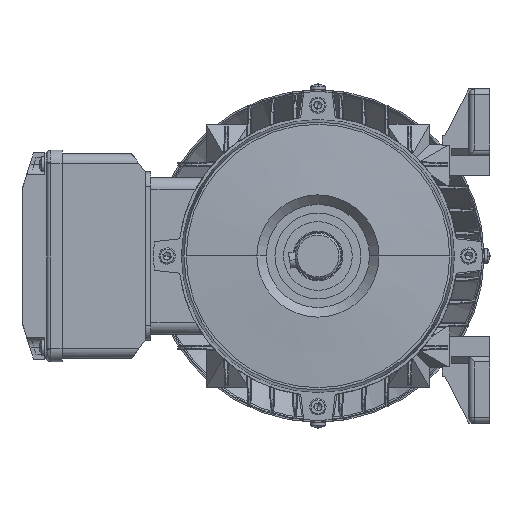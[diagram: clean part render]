
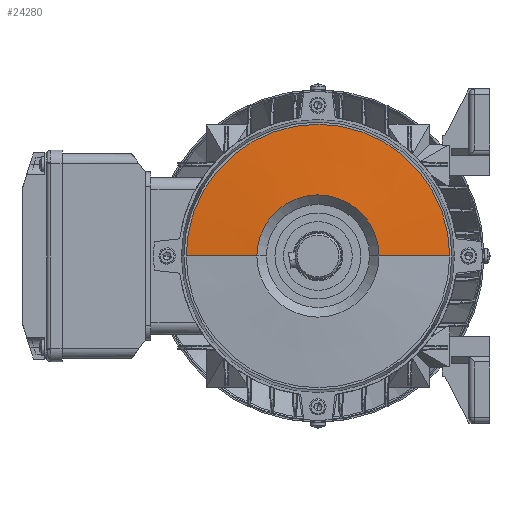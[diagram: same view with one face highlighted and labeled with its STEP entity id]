
A CAD part, left-side view. The second image highlights one B-rep face of the part: STEP entity #24280.
In plain terms, the highlighted conical face has half-angle 86 degrees and reference radius 32 mm.
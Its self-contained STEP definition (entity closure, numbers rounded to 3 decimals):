
#1669 = CARTESIAN_POINT ( 'NONE',  ( 0., 0., 0. ) ) ;
#1683 = DIRECTION ( 'NONE',  ( 0., 1., 0. ) ) ;
#1684 = DIRECTION ( 'NONE',  ( 1., 0., 0. ) ) ;
#1685 = AXIS2_PLACEMENT_3D ( 'NONE', #1669, #1684, #1683 ) ;
#1687 = CONICAL_SURFACE ( 'NONE', #1685, 32., 1.501 ) ;
#1688 = FACE_OUTER_BOUND ( 'NONE', #24561, .T. ) ;
#2078 = CARTESIAN_POINT ( 'NONE',  ( 0., -32., 0. ) ) ;
#21416 = ORIENTED_EDGE ( 'NONE', *, *, #21417, .T. ) ;
#21417 = EDGE_CURVE ( 'NONE', #24532, #21419, #107060, .T. ) ;
#21418 = ORIENTED_EDGE ( 'NONE', *, *, #21434, .T. ) ;
#21419 = VERTEX_POINT ( 'NONE', #107056 ) ;
#21424 = EDGE_CURVE ( 'NONE', #22483, #21426, #107044, .T. ) ;
#21426 = VERTEX_POINT ( 'NONE', #107040 ) ;
#21428 = ORIENTED_EDGE ( 'NONE', *, *, #21424, .F. ) ;
#21434 = EDGE_CURVE ( 'NONE', #21419, #21426, #107037, .T. ) ;
#22078 = ORIENTED_EDGE ( 'NONE', *, *, #22320, .F. ) ;
#22320 = EDGE_CURVE ( 'NONE', #24532, #22483, #108011, .T. ) ;
#22483 = VERTEX_POINT ( 'NONE', #108124 ) ;
#24280 = ADVANCED_FACE ( 'NONE', ( #1688 ), #1687, .T. ) ;
#24532 = VERTEX_POINT ( 'NONE', #2078 ) ;
#24561 = EDGE_LOOP ( 'NONE', ( #22078, #21416, #21418, #21428 ) ) ;
#107033 = DIRECTION ( 'NONE',  ( 0., -1., 0. ) ) ;
#107034 = DIRECTION ( 'NONE',  ( -1., 0., 0. ) ) ;
#107035 = CARTESIAN_POINT ( 'NONE',  ( 2.587, 0., 0. ) ) ;
#107036 = AXIS2_PLACEMENT_3D ( 'NONE', #107035, #107034, #107033 ) ;
#107037 = CIRCLE ( 'NONE', #107036, 69. ) ;
#107040 = CARTESIAN_POINT ( 'NONE',  ( 2.587, 69., 0. ) ) ;
#107041 = DIRECTION ( 'NONE',  ( 0.07, 0.998, 0. ) ) ;
#107042 = VECTOR ( 'NONE', #107041, 1000. ) ;
#107043 = CARTESIAN_POINT ( 'NONE',  ( 0., 32., 0. ) ) ;
#107044 = LINE ( 'NONE', #107043, #107042 ) ;
#107056 = CARTESIAN_POINT ( 'NONE',  ( 2.587, -69., 0. ) ) ;
#107057 = DIRECTION ( 'NONE',  ( 0.07, -0.998, 0. ) ) ;
#107058 = VECTOR ( 'NONE', #107057, 1000. ) ;
#107059 = CARTESIAN_POINT ( 'NONE',  ( 0., -32., 0. ) ) ;
#107060 = LINE ( 'NONE', #107059, #107058 ) ;
#108008 = DIRECTION ( 'NONE',  ( 0., -1., 0. ) ) ;
#108009 = DIRECTION ( 'NONE',  ( -1., 0., 0. ) ) ;
#108010 = AXIS2_PLACEMENT_3D ( 'NONE', #108015, #108009, #108008 ) ;
#108011 = CIRCLE ( 'NONE', #108010, 32. ) ;
#108015 = CARTESIAN_POINT ( 'NONE',  ( 0., 0., 0. ) ) ;
#108124 = CARTESIAN_POINT ( 'NONE',  ( 0., 32., 0. ) ) ;
